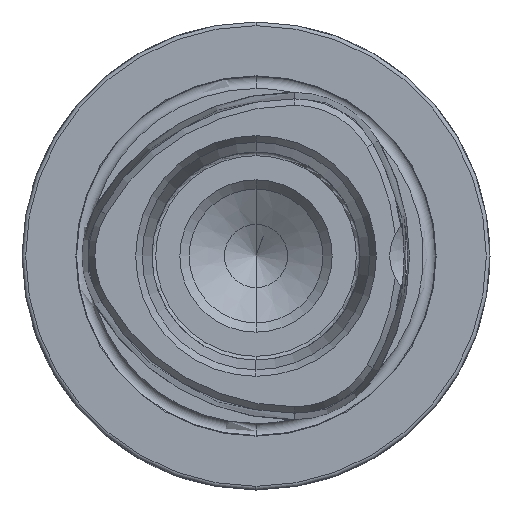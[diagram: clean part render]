
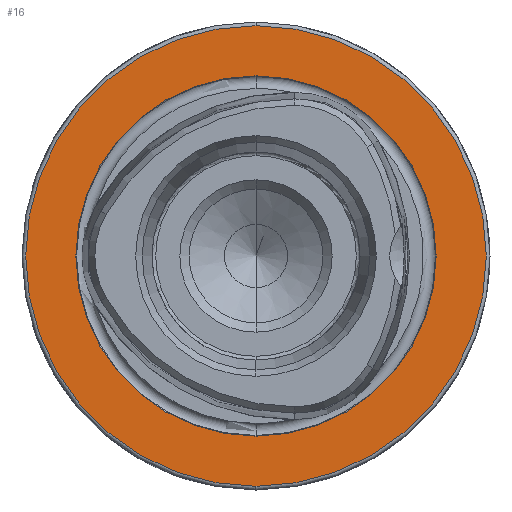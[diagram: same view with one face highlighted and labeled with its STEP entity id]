
A CAD part, left-side view. The second image highlights one B-rep face of the part: STEP entity #16.
In plain terms, the highlighted planar face has unit normal (-1, 0, 0).
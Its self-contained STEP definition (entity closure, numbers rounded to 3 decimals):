
#16 = ADVANCED_FACE ( 'NONE', ( #8857, #5879 ), #1727, .F. ) ;
#418 = ORIENTED_EDGE ( 'NONE', *, *, #3540, .F. ) ;
#624 = AXIS2_PLACEMENT_3D ( 'NONE', #9928, #9422, #4981 ) ;
#914 = AXIS2_PLACEMENT_3D ( 'NONE', #5443, #6288, #10833 ) ;
#1487 = DIRECTION ( 'NONE',  ( 0., 0., 1. ) ) ;
#1727 = PLANE ( 'NONE',  #624 ) ;
#2335 = CARTESIAN_POINT ( 'NONE',  ( 0., 0., 0. ) ) ;
#3044 = EDGE_LOOP ( 'NONE', ( #3335, #10980 ) ) ;
#3331 = CARTESIAN_POINT ( 'NONE',  ( 0., 0., 0. ) ) ;
#3335 = ORIENTED_EDGE ( 'NONE', *, *, #5060, .T. ) ;
#3540 = EDGE_CURVE ( 'NONE', #9165, #10882, #11320, .T. ) ;
#3990 = VERTEX_POINT ( 'NONE', #4321 ) ;
#4204 = CIRCLE ( 'NONE', #9329, 24.25 ) ;
#4215 = DIRECTION ( 'NONE',  ( -1., 0., 0. ) ) ;
#4257 = DIRECTION ( 'NONE',  ( -1., 0., 0. ) ) ;
#4293 = CIRCLE ( 'NONE', #10452, 31. ) ;
#4321 = CARTESIAN_POINT ( 'NONE',  ( 0., 0., 31. ) ) ;
#4781 = EDGE_LOOP ( 'NONE', ( #418, #9892 ) ) ;
#4981 = DIRECTION ( 'NONE',  ( 0., 0., -1. ) ) ;
#5060 = EDGE_CURVE ( 'NONE', #3990, #11625, #9099, .T. ) ;
#5228 = DIRECTION ( 'NONE',  ( -1., 0., 0. ) ) ;
#5443 = CARTESIAN_POINT ( 'NONE',  ( 0., 0., 0. ) ) ;
#5879 = FACE_OUTER_BOUND ( 'NONE', #3044, .T. ) ;
#6220 = CARTESIAN_POINT ( 'NONE',  ( 0., 0., 24.25 ) ) ;
#6248 = CARTESIAN_POINT ( 'NONE',  ( 0., 0., -31. ) ) ;
#6288 = DIRECTION ( 'NONE',  ( -1., 0., 0. ) ) ;
#7335 = DIRECTION ( 'NONE',  ( 0., 0., 1. ) ) ;
#7999 = AXIS2_PLACEMENT_3D ( 'NONE', #3331, #4257, #10585 ) ;
#8790 = CARTESIAN_POINT ( 'NONE',  ( 0., 0., 0. ) ) ;
#8857 = FACE_BOUND ( 'NONE', #4781, .T. ) ;
#9028 = EDGE_CURVE ( 'NONE', #10882, #9165, #4204, .T. ) ;
#9099 = CIRCLE ( 'NONE', #7999, 31. ) ;
#9165 = VERTEX_POINT ( 'NONE', #6220 ) ;
#9329 = AXIS2_PLACEMENT_3D ( 'NONE', #2335, #5228, #1487 ) ;
#9422 = DIRECTION ( 'NONE',  ( 1., 0., 0. ) ) ;
#9892 = ORIENTED_EDGE ( 'NONE', *, *, #9028, .F. ) ;
#9928 = CARTESIAN_POINT ( 'NONE',  ( 0., 24.25, 0. ) ) ;
#10452 = AXIS2_PLACEMENT_3D ( 'NONE', #8790, #4215, #7335 ) ;
#10585 = DIRECTION ( 'NONE',  ( 0., 0., 1. ) ) ;
#10833 = DIRECTION ( 'NONE',  ( 0., 0., 1. ) ) ;
#10882 = VERTEX_POINT ( 'NONE', #11631 ) ;
#10980 = ORIENTED_EDGE ( 'NONE', *, *, #11379, .T. ) ;
#11320 = CIRCLE ( 'NONE', #914, 24.25 ) ;
#11379 = EDGE_CURVE ( 'NONE', #11625, #3990, #4293, .T. ) ;
#11625 = VERTEX_POINT ( 'NONE', #6248 ) ;
#11631 = CARTESIAN_POINT ( 'NONE',  ( 0., 0., -24.25 ) ) ;
